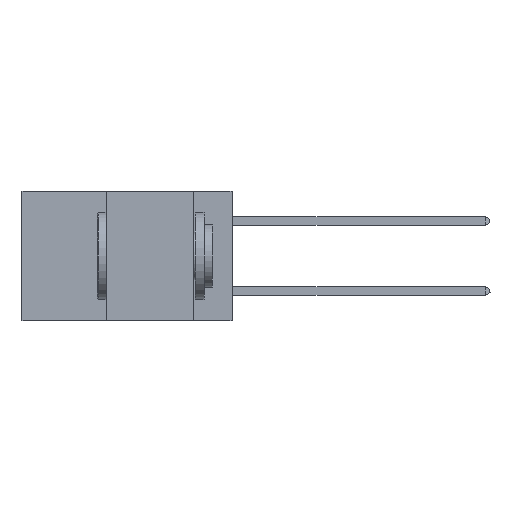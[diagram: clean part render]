
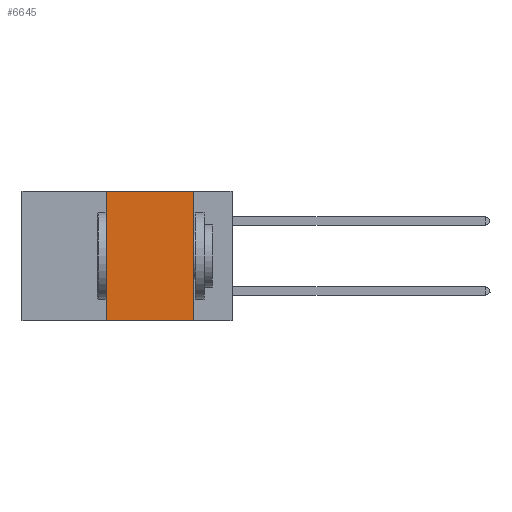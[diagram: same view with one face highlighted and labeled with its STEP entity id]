
A CAD part, left-side view. The second image highlights one B-rep face of the part: STEP entity #6645.
In plain terms, the highlighted planar face has unit normal (-1, 0, 0).
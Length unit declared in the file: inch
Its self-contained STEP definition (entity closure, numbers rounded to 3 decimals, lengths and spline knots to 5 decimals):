
#228 = ORIENTED_EDGE ( 'NONE', *, *, #3393, .T. ) ;
#1161 = VERTEX_POINT ( 'NONE', #11986 ) ;
#1398 = VERTEX_POINT ( 'NONE', #5250 ) ;
#1819 = CARTESIAN_POINT ( 'NONE',  ( 0., 0.6, -0.37 ) ) ;
#2265 = EDGE_CURVE ( 'NONE', #3833, #1398, #14756, .T. ) ;
#2679 = CARTESIAN_POINT ( 'NONE',  ( 0., 0.6, 0. ) ) ;
#3360 = ORIENTED_EDGE ( 'NONE', *, *, #14863, .F. ) ;
#3373 = CARTESIAN_POINT ( 'NONE',  ( 0., 0.36, 0. ) ) ;
#3393 = EDGE_CURVE ( 'NONE', #1161, #15421, #12708, .T. ) ;
#3833 = VERTEX_POINT ( 'NONE', #7203 ) ;
#4783 = VECTOR ( 'NONE', #16274, 39.37008 ) ;
#5066 = AXIS2_PLACEMENT_3D ( 'NONE', #6332, #11480, #15399 ) ;
#5250 = CARTESIAN_POINT ( 'NONE',  ( 0., 0.11, 0. ) ) ;
#5542 = LINE ( 'NONE', #7682, #15472 ) ;
#5633 = FACE_OUTER_BOUND ( 'NONE', #8326, .T. ) ;
#6043 = ORIENTED_EDGE ( 'NONE', *, *, #2265, .F. ) ;
#6332 = CARTESIAN_POINT ( 'NONE',  ( 0., 0.6, 0. ) ) ;
#6645 = ADVANCED_FACE ( 'NONE', ( #5633 ), #12816, .F. ) ;
#7203 = CARTESIAN_POINT ( 'NONE',  ( 0., 0.36, 0. ) ) ;
#7682 = CARTESIAN_POINT ( 'NONE',  ( 0., 0.11, 0. ) ) ;
#7907 = DIRECTION ( 'NONE',  ( 0., -1., 0. ) ) ;
#8326 = EDGE_LOOP ( 'NONE', ( #3360, #6043, #9456, #228 ) ) ;
#9456 = ORIENTED_EDGE ( 'NONE', *, *, #10439, .F. ) ;
#9963 = DIRECTION ( 'NONE',  ( 0., 0., 1. ) ) ;
#10129 = DIRECTION ( 'NONE',  ( 0., 0., -1. ) ) ;
#10439 = EDGE_CURVE ( 'NONE', #1161, #3833, #13013, .T. ) ;
#11480 = DIRECTION ( 'NONE',  ( 1., 0., 0. ) ) ;
#11986 = CARTESIAN_POINT ( 'NONE',  ( 0., 0.36, -0.37 ) ) ;
#12240 = VECTOR ( 'NONE', #9963, 39.37008 ) ;
#12708 = LINE ( 'NONE', #1819, #4783 ) ;
#12816 = PLANE ( 'NONE',  #5066 ) ;
#13013 = LINE ( 'NONE', #3373, #12240 ) ;
#14756 = LINE ( 'NONE', #2679, #15149 ) ;
#14863 = EDGE_CURVE ( 'NONE', #1398, #15421, #5542, .T. ) ;
#15149 = VECTOR ( 'NONE', #7907, 39.37008 ) ;
#15399 = DIRECTION ( 'NONE',  ( 0., 0., -1. ) ) ;
#15421 = VERTEX_POINT ( 'NONE', #16358 ) ;
#15472 = VECTOR ( 'NONE', #10129, 39.37008 ) ;
#16274 = DIRECTION ( 'NONE',  ( 0., -1., 0. ) ) ;
#16358 = CARTESIAN_POINT ( 'NONE',  ( 0., 0.11, -0.37 ) ) ;
